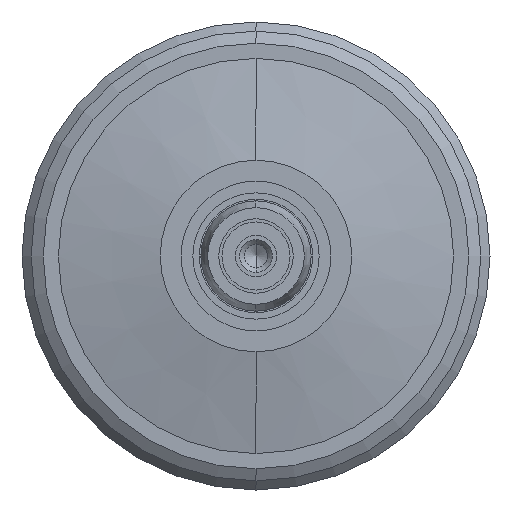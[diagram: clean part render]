
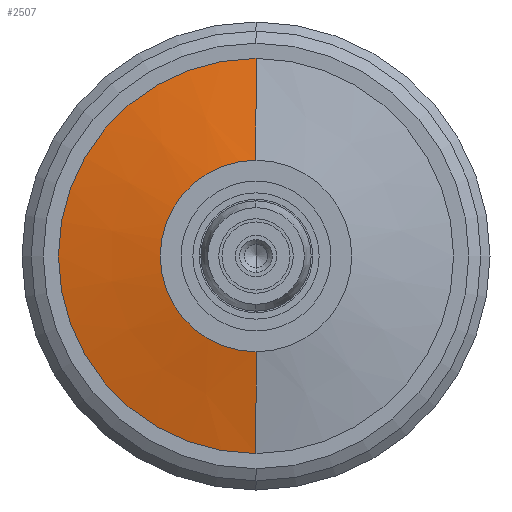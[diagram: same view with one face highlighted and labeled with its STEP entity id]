
A CAD part, left-side view. The second image highlights one B-rep face of the part: STEP entity #2507.
In plain terms, the highlighted conical face has half-angle 78.57 degrees and reference radius 4.091 mm.
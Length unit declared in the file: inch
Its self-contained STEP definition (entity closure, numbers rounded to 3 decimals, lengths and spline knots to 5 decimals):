
#30 = CARTESIAN_POINT ( 'NONE',  ( -0.34161, 0., -0.16106 ) ) ;
#71 = CARTESIAN_POINT ( 'NONE',  ( -0.34161, 0., 0. ) ) ;
#267 = AXIS2_PLACEMENT_3D ( 'NONE', #2317, #3083, #1258 ) ;
#315 = DIRECTION ( 'NONE',  ( -1., 0., 0. ) ) ;
#359 = DIRECTION ( 'NONE',  ( 1., 0., 0. ) ) ;
#366 = DIRECTION ( 'NONE',  ( 0.198, 0., -0.98 ) ) ;
#791 = ORIENTED_EDGE ( 'NONE', *, *, #1298, .F. ) ;
#814 = AXIS2_PLACEMENT_3D ( 'NONE', #71, #315, #2948 ) ;
#947 = ORIENTED_EDGE ( 'NONE', *, *, #1129, .T. ) ;
#1000 = EDGE_LOOP ( 'NONE', ( #1577, #947, #3317, #791 ) ) ;
#1019 = LINE ( 'NONE', #30, #3213 ) ;
#1028 = CIRCLE ( 'NONE', #267, 0.33238 ) ;
#1129 = EDGE_CURVE ( 'NONE', #1317, #2424, #1264, .T. ) ;
#1245 = VERTEX_POINT ( 'NONE', #2932 ) ;
#1258 = DIRECTION ( 'NONE',  ( 0., 0., 1. ) ) ;
#1264 = LINE ( 'NONE', #2864, #2026 ) ;
#1287 = VERTEX_POINT ( 'NONE', #1887 ) ;
#1298 = EDGE_CURVE ( 'NONE', #1245, #1287, #1019, .T. ) ;
#1317 = VERTEX_POINT ( 'NONE', #2442 ) ;
#1410 = CARTESIAN_POINT ( 'NONE',  ( -0.34161, 0., 0. ) ) ;
#1577 = ORIENTED_EDGE ( 'NONE', *, *, #2982, .F. ) ;
#1887 = CARTESIAN_POINT ( 'NONE',  ( -0.30697, 0., -0.33238 ) ) ;
#2026 = VECTOR ( 'NONE', #2614, 39.37008 ) ;
#2276 = AXIS2_PLACEMENT_3D ( 'NONE', #1410, #359, #3248 ) ;
#2317 = CARTESIAN_POINT ( 'NONE',  ( -0.30697, 0., 0. ) ) ;
#2381 = CARTESIAN_POINT ( 'NONE',  ( -0.30697, 0., 0.33238 ) ) ;
#2424 = VERTEX_POINT ( 'NONE', #2381 ) ;
#2442 = CARTESIAN_POINT ( 'NONE',  ( -0.34161, 0., 0.16106 ) ) ;
#2507 = ADVANCED_FACE ( 'NONE', ( #3221 ), #3340, .T. ) ;
#2614 = DIRECTION ( 'NONE',  ( 0.198, 0., 0.98 ) ) ;
#2709 = EDGE_CURVE ( 'NONE', #2424, #1287, #1028, .T. ) ;
#2864 = CARTESIAN_POINT ( 'NONE',  ( -0.34161, 0., 0.16106 ) ) ;
#2930 = CIRCLE ( 'NONE', #814, 0.16106 ) ;
#2932 = CARTESIAN_POINT ( 'NONE',  ( -0.34161, 0., -0.16106 ) ) ;
#2948 = DIRECTION ( 'NONE',  ( 0., 0., 1. ) ) ;
#2982 = EDGE_CURVE ( 'NONE', #1317, #1245, #2930, .T. ) ;
#3083 = DIRECTION ( 'NONE',  ( -1., 0., 0. ) ) ;
#3213 = VECTOR ( 'NONE', #366, 39.37008 ) ;
#3221 = FACE_OUTER_BOUND ( 'NONE', #1000, .T. ) ;
#3248 = DIRECTION ( 'NONE',  ( 0., 0., -1. ) ) ;
#3317 = ORIENTED_EDGE ( 'NONE', *, *, #2709, .T. ) ;
#3340 = CONICAL_SURFACE ( 'NONE', #2276, 0.16106, 1.371 ) ;
